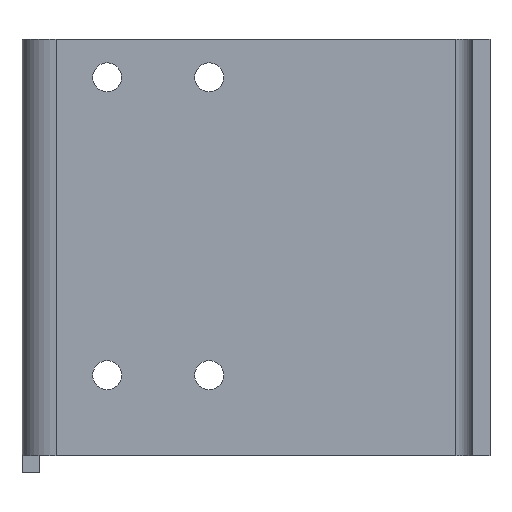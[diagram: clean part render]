
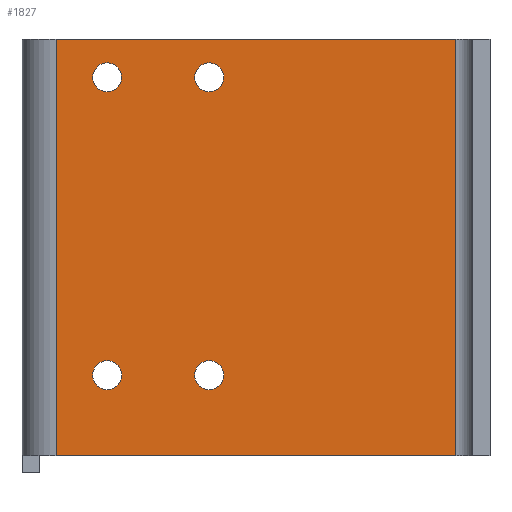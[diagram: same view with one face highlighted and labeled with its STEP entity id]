
A CAD part, front view. The second image highlights one B-rep face of the part: STEP entity #1827.
In plain terms, the highlighted planar face has unit normal (0, -1, 0).
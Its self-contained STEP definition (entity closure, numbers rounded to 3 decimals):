
#15 = EDGE_CURVE ( 'NONE', #566, #478, #1111, .T. ) ;
#37 = DIRECTION ( 'NONE',  ( -1., 0., 0. ) ) ;
#121 = CARTESIAN_POINT ( 'NONE',  ( 10., -2., 42.8 ) ) ;
#138 = DIRECTION ( 'NONE',  ( 0., 1., 0. ) ) ;
#141 = ORIENTED_EDGE ( 'NONE', *, *, #617, .T. ) ;
#142 = EDGE_LOOP ( 'NONE', ( #181, #2010, #1930, #798 ) ) ;
#150 = CARTESIAN_POINT ( 'NONE',  ( 10., -2., 9.5 ) ) ;
#166 = DIRECTION ( 'NONE',  ( 0., 0., 1. ) ) ;
#175 = DIRECTION ( 'NONE',  ( 1., 0., 0. ) ) ;
#181 = ORIENTED_EDGE ( 'NONE', *, *, #1054, .T. ) ;
#188 = VERTEX_POINT ( 'NONE', #928 ) ;
#207 = DIRECTION ( 'NONE',  ( 0., 1., 0. ) ) ;
#221 = EDGE_LOOP ( 'NONE', ( #892, #1195 ) ) ;
#287 = CARTESIAN_POINT ( 'NONE',  ( 10., -2., 11.2 ) ) ;
#312 = EDGE_CURVE ( 'NONE', #1999, #462, #665, .T. ) ;
#319 = EDGE_LOOP ( 'NONE', ( #1805, #1053 ) ) ;
#346 = EDGE_CURVE ( 'NONE', #1772, #188, #1241, .T. ) ;
#368 = DIRECTION ( 'NONE',  ( 0., 0., 1. ) ) ;
#371 = CARTESIAN_POINT ( 'NONE',  ( 51., -2., 49. ) ) ;
#387 = VECTOR ( 'NONE', #166, 1000. ) ;
#439 = CARTESIAN_POINT ( 'NONE',  ( 22., -2., 9.5 ) ) ;
#462 = VERTEX_POINT ( 'NONE', #1130 ) ;
#469 = LINE ( 'NONE', #1788, #1822 ) ;
#478 = VERTEX_POINT ( 'NONE', #1116 ) ;
#481 = DIRECTION ( 'NONE',  ( 0., 0., -1. ) ) ;
#486 = AXIS2_PLACEMENT_3D ( 'NONE', #439, #138, #1236 ) ;
#537 = PLANE ( 'NONE',  #1722 ) ;
#538 = VERTEX_POINT ( 'NONE', #287 ) ;
#566 = VERTEX_POINT ( 'NONE', #1215 ) ;
#567 = DIRECTION ( 'NONE',  ( 0., 1., 0. ) ) ;
#586 = DIRECTION ( 'NONE',  ( 0., 0., 1. ) ) ;
#596 = ORIENTED_EDGE ( 'NONE', *, *, #1658, .T. ) ;
#617 = EDGE_CURVE ( 'NONE', #962, #538, #921, .T. ) ;
#621 = CARTESIAN_POINT ( 'NONE',  ( 4., -2., 0. ) ) ;
#648 = CARTESIAN_POINT ( 'NONE',  ( 51., -2., 49. ) ) ;
#665 = LINE ( 'NONE', #648, #722 ) ;
#722 = VECTOR ( 'NONE', #481, 1000. ) ;
#749 = AXIS2_PLACEMENT_3D ( 'NONE', #1714, #1694, #1702 ) ;
#758 = AXIS2_PLACEMENT_3D ( 'NONE', #150, #1262, #989 ) ;
#774 = VERTEX_POINT ( 'NONE', #621 ) ;
#776 = ORIENTED_EDGE ( 'NONE', *, *, #1469, .T. ) ;
#798 = ORIENTED_EDGE ( 'NONE', *, *, #1697, .F. ) ;
#872 = DIRECTION ( 'NONE',  ( 0., 1., 0. ) ) ;
#892 = ORIENTED_EDGE ( 'NONE', *, *, #1741, .T. ) ;
#897 = AXIS2_PLACEMENT_3D ( 'NONE', #1495, #872, #1941 ) ;
#921 = CIRCLE ( 'NONE', #758, 1.7 ) ;
#928 = CARTESIAN_POINT ( 'NONE',  ( 22., -2., 11.2 ) ) ;
#934 = AXIS2_PLACEMENT_3D ( 'NONE', #2040, #567, #2056 ) ;
#962 = VERTEX_POINT ( 'NONE', #1153 ) ;
#966 = CIRCLE ( 'NONE', #1979, 1.7 ) ;
#981 = EDGE_LOOP ( 'NONE', ( #1409, #141 ) ) ;
#989 = DIRECTION ( 'NONE',  ( 0., 0., 1. ) ) ;
#1029 = CARTESIAN_POINT ( 'NONE',  ( 22., -2., 7.8 ) ) ;
#1046 = LINE ( 'NONE', #1138, #1420 ) ;
#1053 = ORIENTED_EDGE ( 'NONE', *, *, #346, .T. ) ;
#1054 = EDGE_CURVE ( 'NONE', #774, #462, #1046, .T. ) ;
#1073 = FACE_BOUND ( 'NONE', #1576, .T. ) ;
#1101 = FACE_BOUND ( 'NONE', #981, .T. ) ;
#1104 = CARTESIAN_POINT ( 'NONE',  ( 4., -2., 0. ) ) ;
#1111 = CIRCLE ( 'NONE', #934, 1.7 ) ;
#1116 = CARTESIAN_POINT ( 'NONE',  ( 22., -2., 46.2 ) ) ;
#1130 = CARTESIAN_POINT ( 'NONE',  ( 51., -2., 0. ) ) ;
#1135 = DIRECTION ( 'NONE',  ( 0., 0., 1. ) ) ;
#1138 = CARTESIAN_POINT ( 'NONE',  ( 40., -2., 0. ) ) ;
#1153 = CARTESIAN_POINT ( 'NONE',  ( 10., -2., 7.8 ) ) ;
#1176 = DIRECTION ( 'NONE',  ( 0., 1., 0. ) ) ;
#1178 = DIRECTION ( 'NONE',  ( 0., 1., 0. ) ) ;
#1195 = ORIENTED_EDGE ( 'NONE', *, *, #15, .T. ) ;
#1215 = CARTESIAN_POINT ( 'NONE',  ( 22., -2., 42.8 ) ) ;
#1236 = DIRECTION ( 'NONE',  ( 0., 0., 1. ) ) ;
#1241 = CIRCLE ( 'NONE', #486, 1.7 ) ;
#1262 = DIRECTION ( 'NONE',  ( 0., 1., 0. ) ) ;
#1278 = DIRECTION ( 'NONE',  ( 1., 0., 0. ) ) ;
#1290 = EDGE_CURVE ( 'NONE', #538, #962, #1668, .T. ) ;
#1320 = CARTESIAN_POINT ( 'NONE',  ( 2., -2., 0. ) ) ;
#1325 = CARTESIAN_POINT ( 'NONE',  ( 22., -2., 44.5 ) ) ;
#1400 = FACE_BOUND ( 'NONE', #221, .T. ) ;
#1409 = ORIENTED_EDGE ( 'NONE', *, *, #1290, .T. ) ;
#1420 = VECTOR ( 'NONE', #1278, 1000. ) ;
#1422 = CIRCLE ( 'NONE', #749, 1.7 ) ;
#1443 = FACE_BOUND ( 'NONE', #319, .T. ) ;
#1469 = EDGE_CURVE ( 'NONE', #1508, #1556, #1422, .T. ) ;
#1487 = VERTEX_POINT ( 'NONE', #1795 ) ;
#1495 = CARTESIAN_POINT ( 'NONE',  ( 10., -2., 44.5 ) ) ;
#1508 = VERTEX_POINT ( 'NONE', #1645 ) ;
#1517 = FACE_OUTER_BOUND ( 'NONE', #142, .T. ) ;
#1556 = VERTEX_POINT ( 'NONE', #121 ) ;
#1576 = EDGE_LOOP ( 'NONE', ( #776, #596 ) ) ;
#1591 = CIRCLE ( 'NONE', #1954, 1.7 ) ;
#1614 = EDGE_CURVE ( 'NONE', #188, #1772, #1591, .T. ) ;
#1645 = CARTESIAN_POINT ( 'NONE',  ( 10., -2., 46.2 ) ) ;
#1658 = EDGE_CURVE ( 'NONE', #1556, #1508, #2092, .T. ) ;
#1668 = CIRCLE ( 'NONE', #1746, 1.7 ) ;
#1694 = DIRECTION ( 'NONE',  ( 0., 1., 0. ) ) ;
#1697 = EDGE_CURVE ( 'NONE', #774, #1487, #1718, .T. ) ;
#1702 = DIRECTION ( 'NONE',  ( 0., 0., 1. ) ) ;
#1714 = CARTESIAN_POINT ( 'NONE',  ( 10., -2., 44.5 ) ) ;
#1718 = LINE ( 'NONE', #1104, #387 ) ;
#1722 = AXIS2_PLACEMENT_3D ( 'NONE', #1320, #1176, #37 ) ;
#1741 = EDGE_CURVE ( 'NONE', #478, #566, #966, .T. ) ;
#1746 = AXIS2_PLACEMENT_3D ( 'NONE', #1896, #1849, #1135 ) ;
#1755 = CARTESIAN_POINT ( 'NONE',  ( 22., -2., 9.5 ) ) ;
#1772 = VERTEX_POINT ( 'NONE', #1029 ) ;
#1788 = CARTESIAN_POINT ( 'NONE',  ( 40., -2., 49. ) ) ;
#1795 = CARTESIAN_POINT ( 'NONE',  ( 4., -2., 49. ) ) ;
#1805 = ORIENTED_EDGE ( 'NONE', *, *, #1614, .T. ) ;
#1822 = VECTOR ( 'NONE', #175, 1000. ) ;
#1827 = ADVANCED_FACE ( 'NONE', ( #1073, #1101, #1400, #1443, #1517 ), #537, .F. ) ;
#1849 = DIRECTION ( 'NONE',  ( 0., 1., 0. ) ) ;
#1896 = CARTESIAN_POINT ( 'NONE',  ( 10., -2., 9.5 ) ) ;
#1930 = ORIENTED_EDGE ( 'NONE', *, *, #1949, .F. ) ;
#1941 = DIRECTION ( 'NONE',  ( 0., 0., 1. ) ) ;
#1949 = EDGE_CURVE ( 'NONE', #1487, #1999, #469, .T. ) ;
#1954 = AXIS2_PLACEMENT_3D ( 'NONE', #1755, #1178, #586 ) ;
#1979 = AXIS2_PLACEMENT_3D ( 'NONE', #1325, #207, #368 ) ;
#1999 = VERTEX_POINT ( 'NONE', #371 ) ;
#2010 = ORIENTED_EDGE ( 'NONE', *, *, #312, .F. ) ;
#2040 = CARTESIAN_POINT ( 'NONE',  ( 22., -2., 44.5 ) ) ;
#2056 = DIRECTION ( 'NONE',  ( 0., 0., 1. ) ) ;
#2092 = CIRCLE ( 'NONE', #897, 1.7 ) ;
